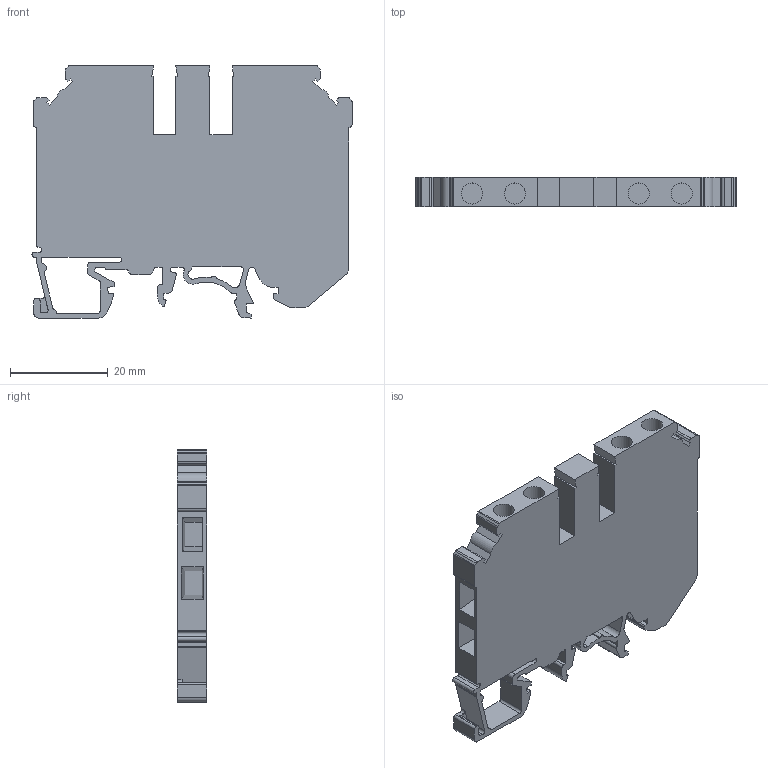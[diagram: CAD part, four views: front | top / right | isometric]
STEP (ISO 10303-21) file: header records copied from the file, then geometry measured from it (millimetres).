
FILE_DESCRIPTION( ( 'Unknown' ), '1' );
FILE_NAME( 'CMC2-2.stp', 'Unknown', ( 'Unknown' ), ( 'Unknown' ), 'PSStep 14.0', 'Unknown', ' ' );
FILE_SCHEMA( ( 'AUTOMOTIVE_DESIGN { 1 0 10303 214 1 1 1 1 }' ) );
Length unit declared in the file: millimetre
Products named in the file (1): 1
Bounding box: 65.35 x 6 x 51.52 mm (x, y, z)
Volume: 13999.9 mm3; surface area: 9284.9 mm2
Topology: 1 solids, 1 shells, 237 faces, 669 edges, 442 vertices
Faces by surface type: plane 155, cylinder 82
Full cylindrical faces by diameter (mm): 4.3 x4
Entity records: 9515 total; most frequent: CARTESIAN_POINT 1337, ORIENTED_EDGE 1322, DIRECTION 1301, EDGE_CURVE 661, LINE 497, VECTOR 497, VERTEX_POINT 438, AXIS2_PLACEMENT_3D 402
